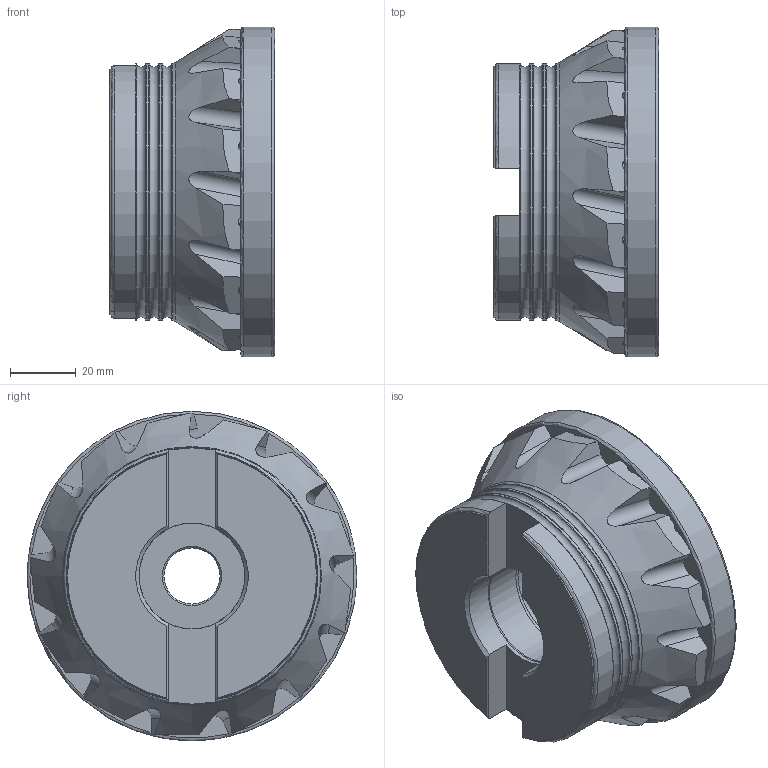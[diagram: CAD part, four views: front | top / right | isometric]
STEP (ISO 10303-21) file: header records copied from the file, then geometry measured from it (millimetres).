
FILE_DESCRIPTION (( 'STEP AP214' ), '1' );
FILE_NAME ('90PP_100_T09_12.STEP', '2015-10-19T14:13:12', ( '' ), ( '' ), 'SwSTEP 2.0', 'SolidWorks 2015', '' );
FILE_SCHEMA (( 'AUTOMOTIVE_DESIGN' ));
Length unit declared in the file: millimetre
Products named in the file (1): 90PP_100_T09_12
Bounding box: 50.1 x 99.98 x 99.98 mm (x, y, z)
Volume: 238047.7 mm3; surface area: 40607.4 mm2
Topology: 1 solids, 27 shells, 326 faces, 851 edges, 567 vertices
Faces by surface type: plane 132, cone 90, cylinder 88, torus 16
Full cylindrical faces by diameter (mm): 3 x13, 3.3 x13, 17 x1, 25 x1, 32 x1, 32.15 x1, 32.3 x1, 78 x2, 99.978 x1
Entity records: 12486 total; most frequent: CARTESIAN_POINT 4833, ORIENTED_EDGE 1462, DIRECTION 1182, EDGE_CURVE 731, VERTEX_POINT 514, AXIS2_PLACEMENT_3D 503, EDGE_LOOP 383, FACE_OUTER_BOUND 372
